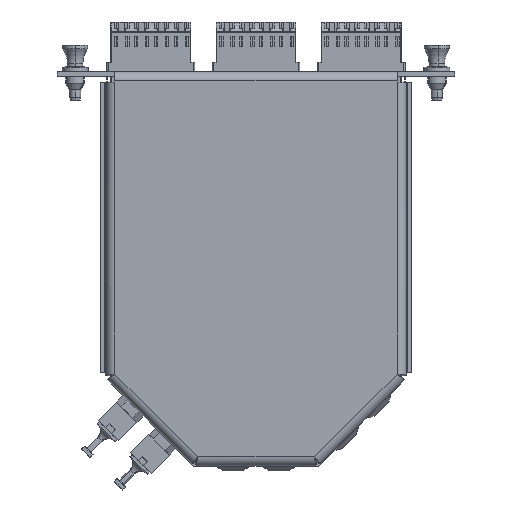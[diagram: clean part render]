
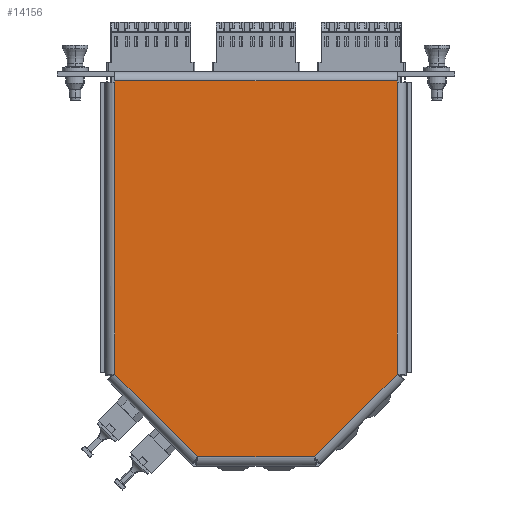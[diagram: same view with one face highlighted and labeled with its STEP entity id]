
A CAD part, front view. The second image highlights one B-rep face of the part: STEP entity #14156.
In plain terms, the highlighted planar face has unit normal (0, -1, 0).
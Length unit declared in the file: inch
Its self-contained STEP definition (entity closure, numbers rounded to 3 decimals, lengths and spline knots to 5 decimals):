
#279 = EDGE_CURVE ( 'NONE', #21193, #25701, #20970, .T. ) ;
#1142 = VECTOR ( 'NONE', #4716, 39.37008 ) ;
#1691 = LINE ( 'NONE', #25203, #30188 ) ;
#2269 = CARTESIAN_POINT ( 'NONE',  ( 1.81, -1.13, -0.06 ) ) ;
#3416 = EDGE_CURVE ( 'NONE', #5436, #11230, #6527, .T. ) ;
#3590 = VECTOR ( 'NONE', #25124, 39.37008 ) ;
#3611 = DIRECTION ( 'NONE',  ( 0.707, 0., -0.707 ) ) ;
#3620 = VECTOR ( 'NONE', #6119, 39.37008 ) ;
#3873 = CARTESIAN_POINT ( 'NONE',  ( -1.81, -1.13, -3.82029 ) ) ;
#4653 = CARTESIAN_POINT ( 'NONE',  ( -1.81, -1.13, -0.06 ) ) ;
#4716 = DIRECTION ( 'NONE',  ( 1., 0., 0. ) ) ;
#5188 = ORIENTED_EDGE ( 'NONE', *, *, #31643, .T. ) ;
#5436 = VERTEX_POINT ( 'NONE', #4653 ) ;
#6062 = DIRECTION ( 'NONE',  ( 0., 1., 0. ) ) ;
#6119 = DIRECTION ( 'NONE',  ( -1., 0., 0. ) ) ;
#6313 = EDGE_CURVE ( 'NONE', #24424, #25701, #26276, .T. ) ;
#6527 = LINE ( 'NONE', #12675, #26167 ) ;
#6962 = CARTESIAN_POINT ( 'NONE',  ( -0.75029, -1.13, -4.88 ) ) ;
#7113 = CARTESIAN_POINT ( 'NONE',  ( 1.81, -1.13, -0.08 ) ) ;
#7248 = ORIENTED_EDGE ( 'NONE', *, *, #24546, .T. ) ;
#7848 = LINE ( 'NONE', #8714, #3620 ) ;
#8714 = CARTESIAN_POINT ( 'NONE',  ( 1.81, -1.13, -0.06 ) ) ;
#10923 = CARTESIAN_POINT ( 'NONE',  ( -1.82375, -1.13, -3.80655 ) ) ;
#10957 = DIRECTION ( 'NONE',  ( 0.707, 0., 0.707 ) ) ;
#11230 = VERTEX_POINT ( 'NONE', #31259 ) ;
#11441 = PLANE ( 'NONE',  #24939 ) ;
#12158 = DIRECTION ( 'NONE',  ( 0., 0., 1. ) ) ;
#12675 = CARTESIAN_POINT ( 'NONE',  ( -1.81, -1.13, -0.06 ) ) ;
#13383 = VERTEX_POINT ( 'NONE', #23155 ) ;
#14156 = ADVANCED_FACE ( 'NONE', ( #21763 ), #11441, .F. ) ;
#14388 = CARTESIAN_POINT ( 'NONE',  ( 1.81, -1.13, -0.06 ) ) ;
#14833 = ORIENTED_EDGE ( 'NONE', *, *, #26736, .T. ) ;
#15386 = VERTEX_POINT ( 'NONE', #3873 ) ;
#16086 = DIRECTION ( 'NONE',  ( 0., 0., 1. ) ) ;
#16676 = LINE ( 'NONE', #26056, #18997 ) ;
#17000 = CARTESIAN_POINT ( 'NONE',  ( -0.76974, -1.13, -4.88 ) ) ;
#18119 = EDGE_CURVE ( 'NONE', #21193, #5436, #7848, .T. ) ;
#18997 = VECTOR ( 'NONE', #10957, 39.37008 ) ;
#20970 = LINE ( 'NONE', #2269, #3590 ) ;
#21193 = VERTEX_POINT ( 'NONE', #14388 ) ;
#21763 = FACE_OUTER_BOUND ( 'NONE', #24452, .T. ) ;
#22165 = ORIENTED_EDGE ( 'NONE', *, *, #18119, .T. ) ;
#22351 = ORIENTED_EDGE ( 'NONE', *, *, #29791, .T. ) ;
#22425 = VECTOR ( 'NONE', #12158, 39.37008 ) ;
#23032 = DIRECTION ( 'NONE',  ( 0., 0., -1. ) ) ;
#23155 = CARTESIAN_POINT ( 'NONE',  ( 0.75029, -1.13, -4.88 ) ) ;
#24080 = ORIENTED_EDGE ( 'NONE', *, *, #279, .F. ) ;
#24424 = VERTEX_POINT ( 'NONE', #26391 ) ;
#24452 = EDGE_LOOP ( 'NONE', ( #26070, #24080, #22165, #29307, #5188, #22351, #7248, #14833 ) ) ;
#24546 = EDGE_CURVE ( 'NONE', #30985, #13383, #27716, .T. ) ;
#24939 = AXIS2_PLACEMENT_3D ( 'NONE', #28470, #6062, #16086 ) ;
#25124 = DIRECTION ( 'NONE',  ( 0., 0., -1. ) ) ;
#25203 = CARTESIAN_POINT ( 'NONE',  ( -1.81, -1.13, 0. ) ) ;
#25701 = VERTEX_POINT ( 'NONE', #7113 ) ;
#26056 = CARTESIAN_POINT ( 'NONE',  ( 0.73655, -1.13, -4.89375 ) ) ;
#26070 = ORIENTED_EDGE ( 'NONE', *, *, #6313, .T. ) ;
#26167 = VECTOR ( 'NONE', #27655, 39.37008 ) ;
#26276 = LINE ( 'NONE', #26921, #22425 ) ;
#26391 = CARTESIAN_POINT ( 'NONE',  ( 1.81, -1.13, -3.82029 ) ) ;
#26736 = EDGE_CURVE ( 'NONE', #13383, #24424, #16676, .T. ) ;
#26921 = CARTESIAN_POINT ( 'NONE',  ( 1.81, -1.13, -3.83974 ) ) ;
#27655 = DIRECTION ( 'NONE',  ( 0., 0., -1. ) ) ;
#27716 = LINE ( 'NONE', #17000, #1142 ) ;
#28470 = CARTESIAN_POINT ( 'NONE',  ( 0., -1.13, 0. ) ) ;
#28863 = VECTOR ( 'NONE', #3611, 39.37008 ) ;
#29235 = LINE ( 'NONE', #10923, #28863 ) ;
#29307 = ORIENTED_EDGE ( 'NONE', *, *, #3416, .T. ) ;
#29791 = EDGE_CURVE ( 'NONE', #15386, #30985, #29235, .T. ) ;
#30188 = VECTOR ( 'NONE', #23032, 39.37008 ) ;
#30985 = VERTEX_POINT ( 'NONE', #6962 ) ;
#31259 = CARTESIAN_POINT ( 'NONE',  ( -1.81, -1.13, -0.08 ) ) ;
#31643 = EDGE_CURVE ( 'NONE', #11230, #15386, #1691, .T. ) ;
